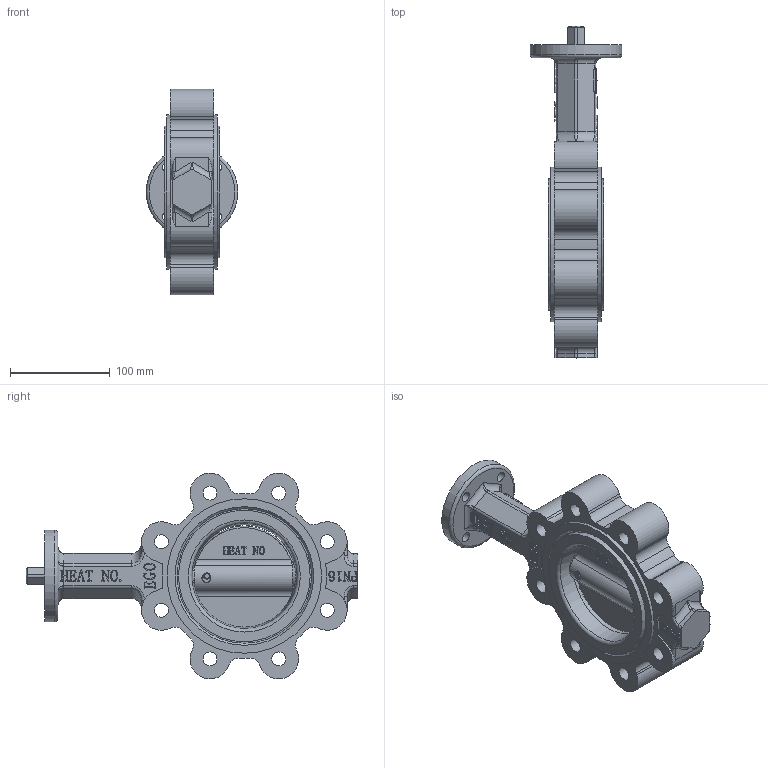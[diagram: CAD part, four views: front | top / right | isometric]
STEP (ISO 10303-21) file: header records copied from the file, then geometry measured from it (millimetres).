
FILE_DESCRIPTION(/* description */ (''),/* implementation_level */ '2;1');
FILE_NAME(/* name */ 'DN100 LUG.stp',/* time_stamp */ '2019-09-11T11:58:04+02:00',/* author */ ('A8711351'),/* organization */ (''),/* preprocessor_version */ 'ST-DEVELOPER v18',/* originating_system */ 'Autodesk Inventor 2020',/* authorisation */ '');
FILE_SCHEMA (('AUTOMOTIVE_DESIGN { 1 0 10303 214 3 1 1 }'));
Products named in the file (8): Î¦+õ¦Õ1; 2.SEAT; 3.DISC; 4.SHAFT; 7.BUSHING; 5.PIN; 8.NAME PLATE; 1.BODY L
Assembly tree (7 placements, depth 2):
  Î¦+õ¦Õ1
    2.SEAT
    3.DISC
    4.SHAFT
    7.BUSHING
    5.PIN
    8.NAME PLATE
    1.BODY L
Bounding box: 92 x 333 x 206.26 mm (x, y, z)
Volume: 1319666 mm3; surface area: 241827.1 mm2
Topology: 7 solids, 7 shells, 1240 faces, 4640 edges, 3573 vertices
Faces by surface type: plane 751, bspline 344, cylinder 122, cone 15, torus 6, sphere 2
Full cylindrical faces by diameter (mm): 10 x4, 14 x8, 15.77 x1, 15.8 x2, 20.62 x3, 55 x1, 92 x1, 132 x2, 135 x2, 155 x2
Entity records: 87088 total; most frequent: CARTESIAN_POINT 49716, ORIENTED_EDGE 9254, DIRECTION 5411, EDGE_CURVE 4627, VERTEX_POINT 3573, LINE 2891, VECTOR 2891, EDGE_LOOP 1446
